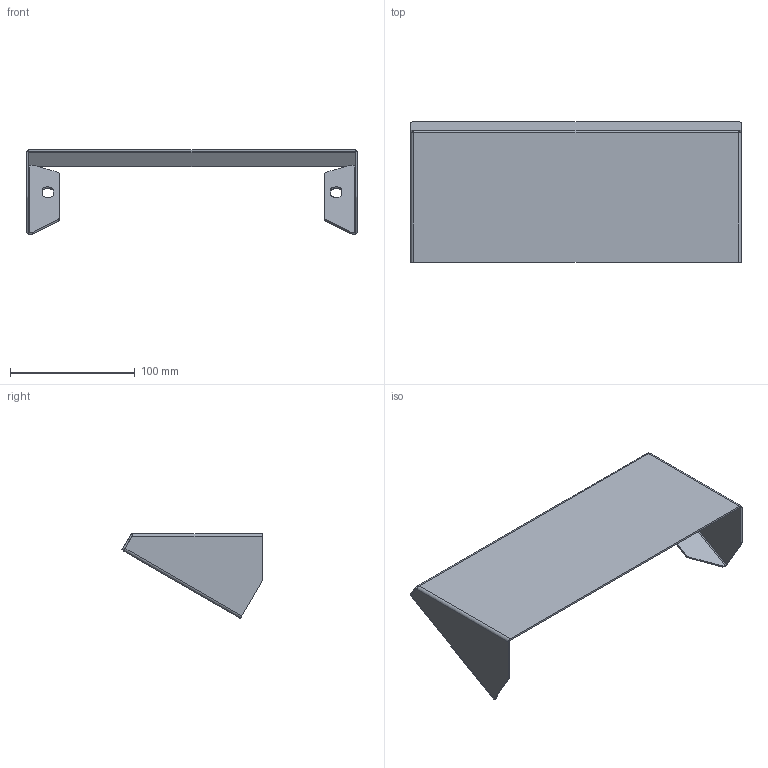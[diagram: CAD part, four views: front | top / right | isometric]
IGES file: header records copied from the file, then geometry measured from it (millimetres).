
Global section: file name: P7585; native system: Autodesk Inventor 2018; preprocessor: unknown; author: ashami; date: 20180911.152842; units: millimetre
Bounding box: 265 x 112.5 x 67.95 mm (x, y, z)
Volume: 66984 mm3; surface area: 90952.3 mm2
Topology: 1 solids, 1 shells, 76 faces, 186 edges, 112 vertices
Faces by surface type: bspline 76
